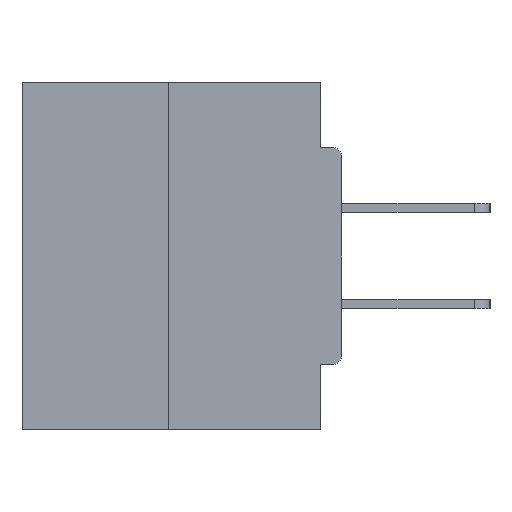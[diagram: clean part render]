
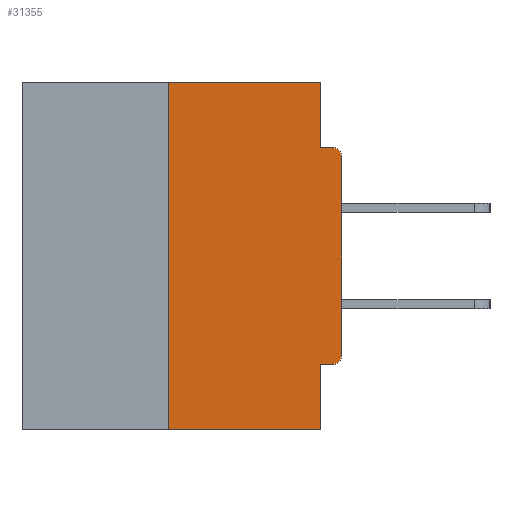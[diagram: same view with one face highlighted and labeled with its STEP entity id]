
A CAD part, left-side view. The second image highlights one B-rep face of the part: STEP entity #31355.
In plain terms, the highlighted planar face has unit normal (-1, 0, 0).
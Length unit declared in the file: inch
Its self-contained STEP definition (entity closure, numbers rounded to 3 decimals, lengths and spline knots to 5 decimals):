
#829 = LINE ( 'NONE', #38312, #21041 ) ;
#1923 = ORIENTED_EDGE ( 'NONE', *, *, #17985, .T. ) ;
#2117 = EDGE_LOOP ( 'NONE', ( #9994, #7372, #1923, #15652, #5755, #35059, #26067, #9344, #43018, #18505 ) ) ;
#3219 = CARTESIAN_POINT ( 'NONE',  ( 0., 0.015, -0.1085 ) ) ;
#4031 = VERTEX_POINT ( 'NONE', #44098 ) ;
#4869 = LINE ( 'NONE', #38509, #22851 ) ;
#5615 = LINE ( 'NONE', #15042, #21320 ) ;
#5626 = DIRECTION ( 'NONE',  ( 0., -1., 0. ) ) ;
#5755 = ORIENTED_EDGE ( 'NONE', *, *, #19599, .F. ) ;
#6252 = AXIS2_PLACEMENT_3D ( 'NONE', #31444, #45481, #35106 ) ;
#6301 = CARTESIAN_POINT ( 'NONE',  ( 0., 0.031, -0.5 ) ) ;
#6629 = LINE ( 'NONE', #6301, #33694 ) ;
#7292 = EDGE_CURVE ( 'NONE', #46483, #17033, #6629, .T. ) ;
#7372 = ORIENTED_EDGE ( 'NONE', *, *, #16666, .F. ) ;
#7643 = CARTESIAN_POINT ( 'NONE',  ( 0., 0.031, 0. ) ) ;
#8017 = VECTOR ( 'NONE', #18431, 39.37008 ) ;
#9344 = ORIENTED_EDGE ( 'NONE', *, *, #25411, .T. ) ;
#9541 = VERTEX_POINT ( 'NONE', #34607 ) ;
#9784 = DIRECTION ( 'NONE',  ( 0., 0., 1. ) ) ;
#9994 = ORIENTED_EDGE ( 'NONE', *, *, #35868, .F. ) ;
#10041 = EDGE_CURVE ( 'NONE', #41502, #45234, #829, .T. ) ;
#11281 = DIRECTION ( 'NONE',  ( 0., 0., -1. ) ) ;
#12310 = VECTOR ( 'NONE', #32515, 39.37008 ) ;
#13196 = DIRECTION ( 'NONE',  ( 0., 0., 1. ) ) ;
#14019 = EDGE_CURVE ( 'NONE', #4031, #41568, #5615, .T. ) ;
#14428 = PLANE ( 'NONE',  #18053 ) ;
#15042 = CARTESIAN_POINT ( 'NONE',  ( 0., 0., -0.0935 ) ) ;
#15465 = VERTEX_POINT ( 'NONE', #24626 ) ;
#15652 = ORIENTED_EDGE ( 'NONE', *, *, #7292, .F. ) ;
#16666 = EDGE_CURVE ( 'NONE', #31946, #9541, #4869, .T. ) ;
#17033 = VERTEX_POINT ( 'NONE', #41443 ) ;
#17636 = DIRECTION ( 'NONE',  ( -1., 0., 0. ) ) ;
#17768 = VECTOR ( 'NONE', #5626, 39.37008 ) ;
#17985 = EDGE_CURVE ( 'NONE', #31946, #17033, #44227, .T. ) ;
#18053 = AXIS2_PLACEMENT_3D ( 'NONE', #25858, #32465, #11281 ) ;
#18431 = DIRECTION ( 'NONE',  ( 0., 0., -1. ) ) ;
#18505 = ORIENTED_EDGE ( 'NONE', *, *, #33572, .F. ) ;
#19599 = EDGE_CURVE ( 'NONE', #15465, #46483, #35048, .T. ) ;
#21041 = VECTOR ( 'NONE', #13196, 39.37008 ) ;
#21103 = FACE_OUTER_BOUND ( 'NONE', #2117, .T. ) ;
#21320 = VECTOR ( 'NONE', #29601, 39.37008 ) ;
#21697 = CARTESIAN_POINT ( 'NONE',  ( 0., 0.25, -0.5 ) ) ;
#22851 = VECTOR ( 'NONE', #9784, 39.37008 ) ;
#24215 = CARTESIAN_POINT ( 'NONE',  ( 0., 0., -0.3915 ) ) ;
#24626 = CARTESIAN_POINT ( 'NONE',  ( 0., 0.015, -0.4065 ) ) ;
#25411 = EDGE_CURVE ( 'NONE', #45234, #41568, #44817, .T. ) ;
#25858 = CARTESIAN_POINT ( 'NONE',  ( 0., 0.46, 0. ) ) ;
#26067 = ORIENTED_EDGE ( 'NONE', *, *, #10041, .T. ) ;
#26313 = AXIS2_PLACEMENT_3D ( 'NONE', #3219, #17636, #38520 ) ;
#27573 = CIRCLE ( 'NONE', #6252, 0.015 ) ;
#29601 = DIRECTION ( 'NONE',  ( 0., -1., 0. ) ) ;
#31355 = ADVANCED_FACE ( 'NONE', ( #21103 ), #14428, .F. ) ;
#31444 = CARTESIAN_POINT ( 'NONE',  ( 0., 0.015, -0.3915 ) ) ;
#31946 = VERTEX_POINT ( 'NONE', #21697 ) ;
#32194 = CARTESIAN_POINT ( 'NONE',  ( 0., 0.015, -0.0935 ) ) ;
#32213 = CARTESIAN_POINT ( 'NONE',  ( 0., 0.46, 0. ) ) ;
#32429 = CARTESIAN_POINT ( 'NONE',  ( 0., 0.031, 0. ) ) ;
#32465 = DIRECTION ( 'NONE',  ( 1., 0., 0. ) ) ;
#32515 = DIRECTION ( 'NONE',  ( 0., -1., 0. ) ) ;
#32802 = CARTESIAN_POINT ( 'NONE',  ( 0., 0., -0.1085 ) ) ;
#33572 = EDGE_CURVE ( 'NONE', #45652, #4031, #46251, .T. ) ;
#33694 = VECTOR ( 'NONE', #42258, 39.37008 ) ;
#34503 = VECTOR ( 'NONE', #43086, 39.37008 ) ;
#34607 = CARTESIAN_POINT ( 'NONE',  ( 0., 0.25, 0. ) ) ;
#35048 = LINE ( 'NONE', #35584, #34503 ) ;
#35059 = ORIENTED_EDGE ( 'NONE', *, *, #45846, .T. ) ;
#35106 = DIRECTION ( 'NONE',  ( 0., 0., -1. ) ) ;
#35584 = CARTESIAN_POINT ( 'NONE',  ( 0., 0., -0.4065 ) ) ;
#35868 = EDGE_CURVE ( 'NONE', #9541, #45652, #42087, .T. ) ;
#38312 = CARTESIAN_POINT ( 'NONE',  ( 0., 0., 0. ) ) ;
#38509 = CARTESIAN_POINT ( 'NONE',  ( 0., 0.25, 0. ) ) ;
#38520 = DIRECTION ( 'NONE',  ( 0., 0., -1. ) ) ;
#41443 = CARTESIAN_POINT ( 'NONE',  ( 0., 0.031, -0.5 ) ) ;
#41502 = VERTEX_POINT ( 'NONE', #24215 ) ;
#41568 = VERTEX_POINT ( 'NONE', #32194 ) ;
#42087 = LINE ( 'NONE', #32213, #12310 ) ;
#42258 = DIRECTION ( 'NONE',  ( 0., 0., -1. ) ) ;
#43018 = ORIENTED_EDGE ( 'NONE', *, *, #14019, .F. ) ;
#43086 = DIRECTION ( 'NONE',  ( 0., 1., 0. ) ) ;
#44098 = CARTESIAN_POINT ( 'NONE',  ( 0., 0.031, -0.0935 ) ) ;
#44227 = LINE ( 'NONE', #45890, #17768 ) ;
#44817 = CIRCLE ( 'NONE', #26313, 0.015 ) ;
#45234 = VERTEX_POINT ( 'NONE', #32802 ) ;
#45481 = DIRECTION ( 'NONE',  ( -1., 0., 0. ) ) ;
#45574 = CARTESIAN_POINT ( 'NONE',  ( 0., 0.031, -0.4065 ) ) ;
#45652 = VERTEX_POINT ( 'NONE', #7643 ) ;
#45846 = EDGE_CURVE ( 'NONE', #15465, #41502, #27573, .T. ) ;
#45890 = CARTESIAN_POINT ( 'NONE',  ( 0., 0.46, -0.5 ) ) ;
#46251 = LINE ( 'NONE', #32429, #8017 ) ;
#46483 = VERTEX_POINT ( 'NONE', #45574 ) ;
